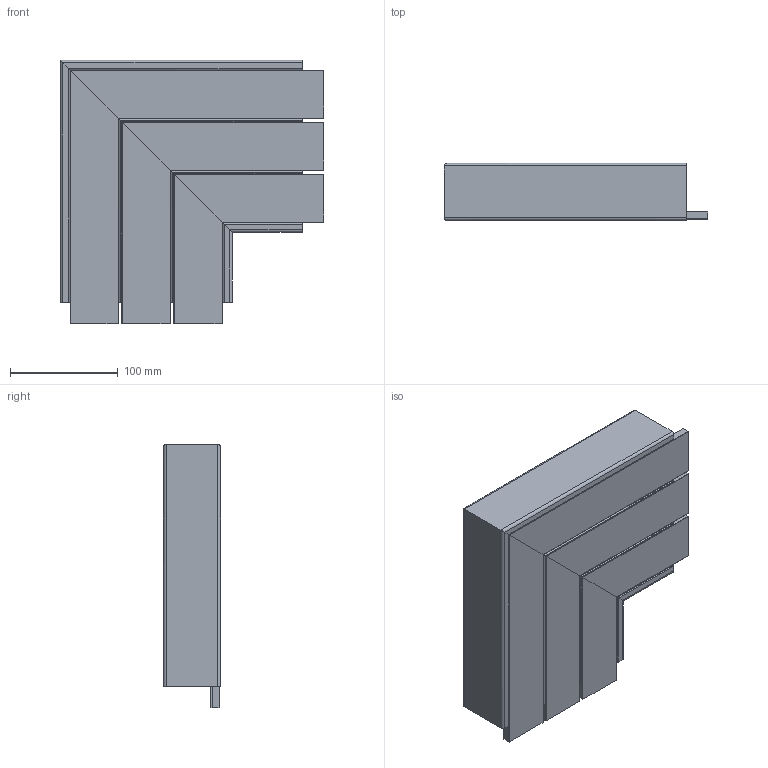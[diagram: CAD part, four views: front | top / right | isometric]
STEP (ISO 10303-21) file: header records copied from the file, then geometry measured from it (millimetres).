
FILE_DESCRIPTION (( 'STEP AP214' ), '1' );
FILE_NAME ('6116493.stp', '2016-10-06T10:49:36', ( '' ), ( '' ), 'SwSTEP 2.0', 'SolidWorks 2014', '' );
FILE_SCHEMA (( 'AUTOMOTIVE_DESIGN' ));
Length unit declared in the file: millimetre
Products named in the file (10): Oberteil; Deckel_1_dreifach; Deckel_1_dreifach.1; Deckel_1_dreifach.1.1; Deckel_1_dreifach.2; Deckel_1_dreifach.2.1; Deckel_1_dreifach.3; Bruestungskanal_53160_dreifach.1; Bruestungskanal_53160_dreifach.1.1; 6116493
Assembly tree (9 placements, depth 3):
  6116493
    Bruestungskanal_53160_dreifach.1.1
    Bruestungskanal_53160_dreifach.1
    Oberteil
      Deckel_1_dreifach.3
      Deckel_1_dreifach.2.1
      Deckel_1_dreifach.2
      Deckel_1_dreifach.1.1
      Deckel_1_dreifach.1
      Deckel_1_dreifach
Bounding box: 245 x 53 x 245 mm (x, y, z)
Volume: 346906.1 mm3; surface area: 352367.9 mm2
Topology: 8 solids, 8 shells, 239 faces, 669 edges, 446 vertices
Faces by surface type: plane 159, cylinder 80
Entity records: 10368 total; most frequent: CARTESIAN_POINT 1607, ORIENTED_EDGE 1338, DIRECTION 1173, EDGE_CURVE 669, LINE 509, VECTOR 509, VERTEX_POINT 446, AXIS2_PLACEMENT_3D 332
